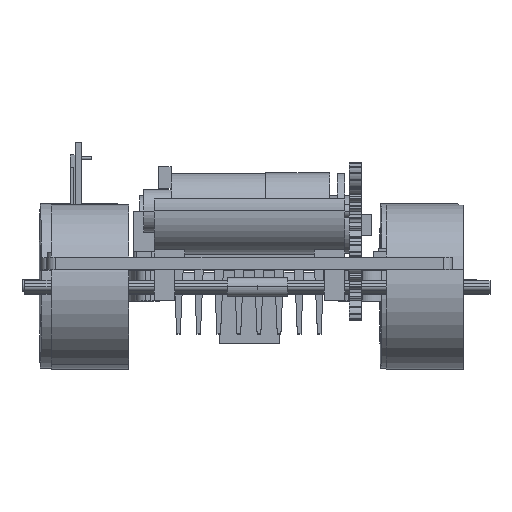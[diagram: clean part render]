
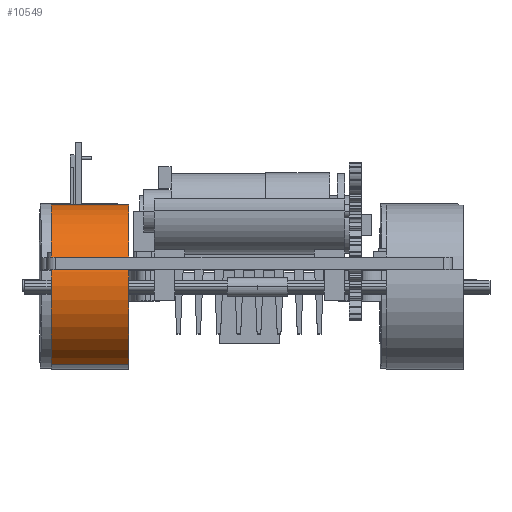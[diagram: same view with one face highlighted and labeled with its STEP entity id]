
A CAD part, top view. The second image highlights one B-rep face of the part: STEP entity #10549.
In plain terms, the highlighted cylindrical face has radius 27 mm (diameter 54 mm), a partial arc.
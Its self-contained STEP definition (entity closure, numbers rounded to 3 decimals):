
#44 = DIRECTION ( 'NONE',  ( 0., 0., -1. ) ) ;
#1513 = AXIS2_PLACEMENT_3D ( 'NONE', #12518, #12690, #14862 ) ;
#2571 = DIRECTION ( 'NONE',  ( 0., -1., 0. ) ) ;
#2722 = CARTESIAN_POINT ( 'NONE',  ( 0., 25.3, -27. ) ) ;
#3446 = CARTESIAN_POINT ( 'NONE',  ( 0., 25.3, 0. ) ) ;
#3664 = CARTESIAN_POINT ( 'NONE',  ( 0., 0., -27. ) ) ;
#3752 = AXIS2_PLACEMENT_3D ( 'NONE', #19814, #2571, #44 ) ;
#7011 = VERTEX_POINT ( 'NONE', #3664 ) ;
#8994 = CIRCLE ( 'NONE', #1513, 27. ) ;
#9104 = CARTESIAN_POINT ( 'NONE',  ( 0., 25.3, 27. ) ) ;
#9135 = CIRCLE ( 'NONE', #24081, 27. ) ;
#9991 = VERTEX_POINT ( 'NONE', #32406 ) ;
#10549 = ADVANCED_FACE ( 'NONE', ( #24821 ), #15120, .T. ) ;
#10951 = VERTEX_POINT ( 'NONE', #17257 ) ;
#12004 = VERTEX_POINT ( 'NONE', #2722 ) ;
#12518 = CARTESIAN_POINT ( 'NONE',  ( 0., 0., 0. ) ) ;
#12690 = DIRECTION ( 'NONE',  ( 0., 1., 0. ) ) ;
#13001 = VECTOR ( 'NONE', #29685, 1000. ) ;
#13359 = LINE ( 'NONE', #24035, #18461 ) ;
#13818 = EDGE_CURVE ( 'NONE', #9991, #7011, #8994, .T. ) ;
#14625 = EDGE_LOOP ( 'NONE', ( #20503, #27908, #26033, #31711 ) ) ;
#14862 = DIRECTION ( 'NONE',  ( 0., 0., 1. ) ) ;
#15120 = CYLINDRICAL_SURFACE ( 'NONE', #3752, 27. ) ;
#17257 = CARTESIAN_POINT ( 'NONE',  ( 0., 25.3, 27. ) ) ;
#18461 = VECTOR ( 'NONE', #21533, 1000. ) ;
#19814 = CARTESIAN_POINT ( 'NONE',  ( 0., 25.3, 0. ) ) ;
#20503 = ORIENTED_EDGE ( 'NONE', *, *, #23519, .F. ) ;
#20518 = EDGE_CURVE ( 'NONE', #10951, #9991, #21181, .T. ) ;
#21181 = LINE ( 'NONE', #9104, #13001 ) ;
#21533 = DIRECTION ( 'NONE',  ( 0., -1., 0. ) ) ;
#21824 = DIRECTION ( 'NONE',  ( 0., 0., 1. ) ) ;
#23519 = EDGE_CURVE ( 'NONE', #10951, #12004, #9135, .T. ) ;
#24035 = CARTESIAN_POINT ( 'NONE',  ( 0., 25.3, -27. ) ) ;
#24081 = AXIS2_PLACEMENT_3D ( 'NONE', #3446, #26516, #21824 ) ;
#24596 = EDGE_CURVE ( 'NONE', #12004, #7011, #13359, .T. ) ;
#24821 = FACE_OUTER_BOUND ( 'NONE', #14625, .T. ) ;
#26033 = ORIENTED_EDGE ( 'NONE', *, *, #13818, .T. ) ;
#26516 = DIRECTION ( 'NONE',  ( 0., 1., 0. ) ) ;
#27908 = ORIENTED_EDGE ( 'NONE', *, *, #20518, .T. ) ;
#29685 = DIRECTION ( 'NONE',  ( 0., -1., 0. ) ) ;
#31711 = ORIENTED_EDGE ( 'NONE', *, *, #24596, .F. ) ;
#32406 = CARTESIAN_POINT ( 'NONE',  ( 0., 0., 27. ) ) ;
